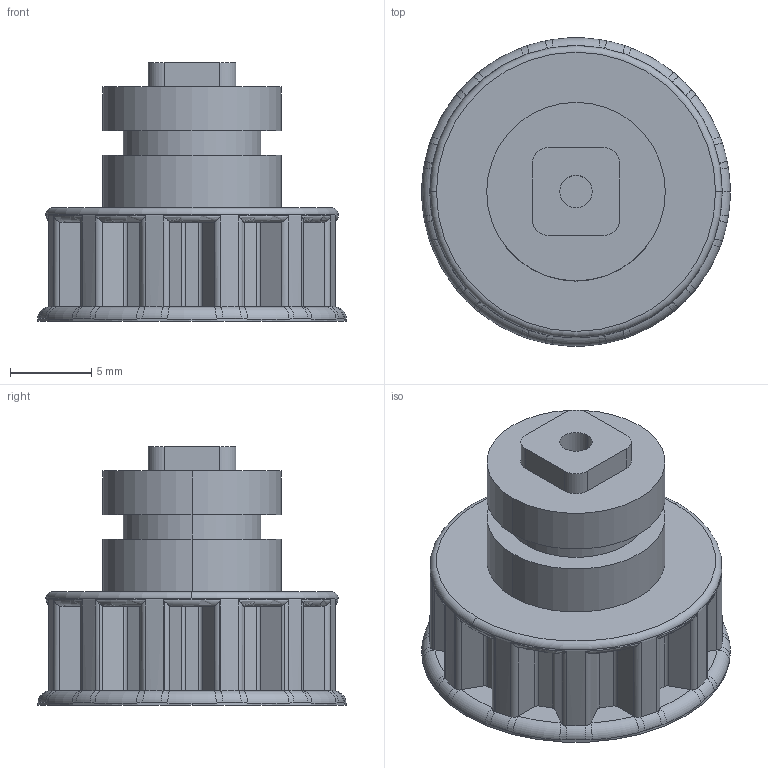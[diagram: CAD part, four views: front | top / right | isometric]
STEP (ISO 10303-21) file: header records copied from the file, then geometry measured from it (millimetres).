
FILE_DESCRIPTION (( 'STEP AP203' ), '1' );
FILE_NAME ('19.) Drive Shaft 3.3- No Motor.STEP', '2023-09-26T15:36:52', ( '' ), ( '' ), 'SwSTEP 2.0', 'SolidWorks 2023', '' );
FILE_SCHEMA (( 'CONFIG_CONTROL_DESIGN' ));
Length unit declared in the file: millimetre
Products named in the file (1): 19.) Drive Shaft 3.3- No Motor
Bounding box: 19 x 19 x 15.95 mm (x, y, z)
Volume: 2242.5 mm3; surface area: 1532.5 mm2
Topology: 1 solids, 1 shells, 212 faces, 560 edges, 356 vertices
Faces by surface type: cylinder 76, plane 72, torus 40, bspline 24
Entity records: 7325 total; most frequent: CARTESIAN_POINT 2007, DIRECTION 1134, ORIENTED_EDGE 1120, EDGE_CURVE 560, AXIS2_PLACEMENT_3D 463, VERTEX_POINT 356, CIRCLE 274, EDGE_LOOP 218
